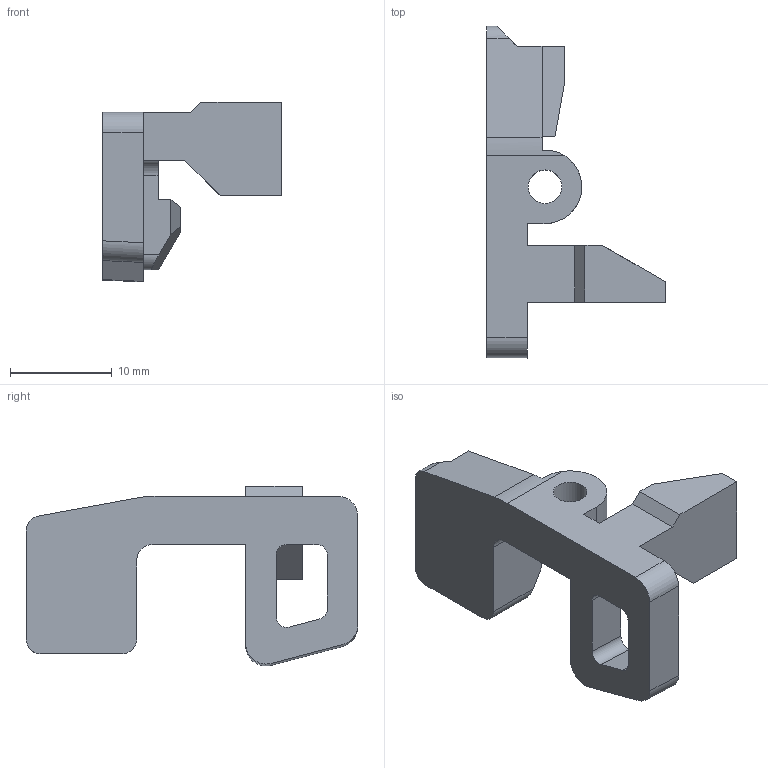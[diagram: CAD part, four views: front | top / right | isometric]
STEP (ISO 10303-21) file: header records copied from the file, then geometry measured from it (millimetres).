
FILE_DESCRIPTION(/* description */ (''),/* implementation_level */ '2;1');
FILE_NAME(/* name */ '16_Magazine_Release.step',/* time_stamp */ '2023-08-25T22:10:10+01:00',/* author */ (''),/* organization */ (''),/* preprocessor_version */ 'ST-DEVELOPER v20',/* originating_system */ 'Autodesk Translation Framework v12.9.0.99',/* authorisation */ '');
FILE_SCHEMA (('AUTOMOTIVE_DESIGN { 1 0 10303 214 3 1 1 }'));
Length unit declared in the file: millimetre
Products named in the file (1): 16. Magazine Release (1)
Bounding box: 17.53 x 32.54 x 17.65 mm (x, y, z)
Volume: 2067.8 mm3; surface area: 1776.4 mm2
Topology: 1 solids, 1 shells, 50 faces, 144 edges, 95 vertices
Faces by surface type: plane 35, cylinder 14, bspline 1
Full cylindrical faces by diameter (mm): 8 x1
Entity records: 1702 total; most frequent: CARTESIAN_POINT 312, ORIENTED_EDGE 288, DIRECTION 277, EDGE_CURVE 144, LINE 109, VECTOR 109, VERTEX_POINT 95, AXIS2_PLACEMENT_3D 84
